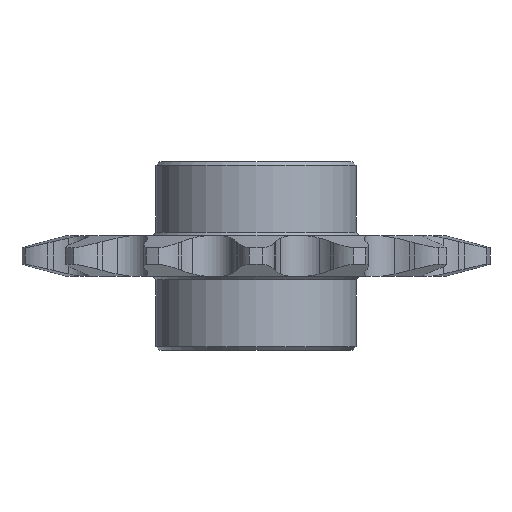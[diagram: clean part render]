
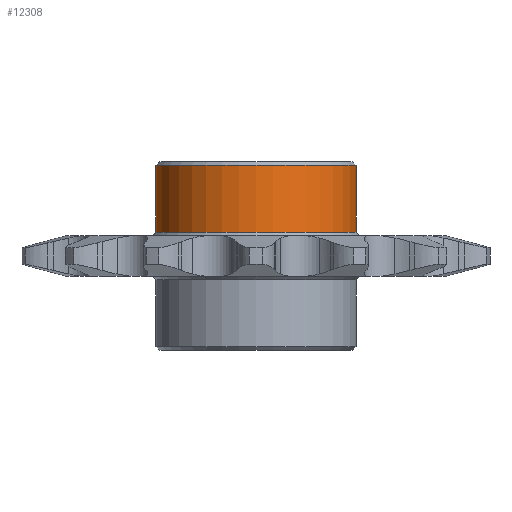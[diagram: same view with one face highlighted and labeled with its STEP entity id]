
A CAD part, front view. The second image highlights one B-rep face of the part: STEP entity #12308.
In plain terms, the highlighted cylindrical face has radius 6.668 mm (diameter 13.335 mm), a partial arc.
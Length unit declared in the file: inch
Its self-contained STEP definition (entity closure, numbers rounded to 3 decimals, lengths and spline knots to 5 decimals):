
#100 = CARTESIAN_POINT ( 'NONE',  ( 0., 0., 0.2375 ) ) ;
#1043 = EDGE_LOOP ( 'NONE', ( #5674, #3808, #14239, #1904 ) ) ;
#1478 = CARTESIAN_POINT ( 'NONE',  ( 0., 0., 0.0625 ) ) ;
#1904 = ORIENTED_EDGE ( 'NONE', *, *, #3610, .T. ) ;
#2139 = CARTESIAN_POINT ( 'NONE',  ( -0.2625, 0., 0.2375 ) ) ;
#2606 = FACE_OUTER_BOUND ( 'NONE', #1043, .T. ) ;
#3264 = LINE ( 'NONE', #6656, #5804 ) ;
#3610 = EDGE_CURVE ( 'NONE', #11210, #12861, #8606, .T. ) ;
#3708 = CYLINDRICAL_SURFACE ( 'NONE', #13284, 0.2625 ) ;
#3808 = ORIENTED_EDGE ( 'NONE', *, *, #7105, .T. ) ;
#4198 = LINE ( 'NONE', #14284, #13604 ) ;
#4217 = VERTEX_POINT ( 'NONE', #2139 ) ;
#4743 = CIRCLE ( 'NONE', #13036, 0.2625 ) ;
#4838 = CARTESIAN_POINT ( 'NONE',  ( 0., 0., 0.2475 ) ) ;
#4908 = DIRECTION ( 'NONE',  ( -1., 0., 0. ) ) ;
#5053 = DIRECTION ( 'NONE',  ( 1., 0., 0. ) ) ;
#5674 = ORIENTED_EDGE ( 'NONE', *, *, #10657, .F. ) ;
#5804 = VECTOR ( 'NONE', #6727, 39.37008 ) ;
#5939 = DIRECTION ( 'NONE',  ( 0., 0., 1. ) ) ;
#6323 = VERTEX_POINT ( 'NONE', #12437 ) ;
#6656 = CARTESIAN_POINT ( 'NONE',  ( 0.2625, 0., 0.2475 ) ) ;
#6727 = DIRECTION ( 'NONE',  ( 0., 0., -1. ) ) ;
#7105 = EDGE_CURVE ( 'NONE', #6323, #4217, #4743, .T. ) ;
#8606 = CIRCLE ( 'NONE', #11723, 0.2625 ) ;
#9684 = CARTESIAN_POINT ( 'NONE',  ( 0.2625, 0., 0.0625 ) ) ;
#10040 = EDGE_CURVE ( 'NONE', #4217, #11210, #4198, .T. ) ;
#10308 = CARTESIAN_POINT ( 'NONE',  ( -0.2625, 0., 0.0625 ) ) ;
#10657 = EDGE_CURVE ( 'NONE', #6323, #12861, #3264, .T. ) ;
#11210 = VERTEX_POINT ( 'NONE', #10308 ) ;
#11214 = DIRECTION ( 'NONE',  ( 0., 0., -1. ) ) ;
#11723 = AXIS2_PLACEMENT_3D ( 'NONE', #1478, #5939, #5053 ) ;
#12308 = ADVANCED_FACE ( 'NONE', ( #2606 ), #3708, .T. ) ;
#12405 = DIRECTION ( 'NONE',  ( 1., 0., 0. ) ) ;
#12437 = CARTESIAN_POINT ( 'NONE',  ( 0.2625, 0., 0.2375 ) ) ;
#12861 = VERTEX_POINT ( 'NONE', #9684 ) ;
#13036 = AXIS2_PLACEMENT_3D ( 'NONE', #100, #11214, #12405 ) ;
#13039 = DIRECTION ( 'NONE',  ( 0., 0., -1. ) ) ;
#13284 = AXIS2_PLACEMENT_3D ( 'NONE', #4838, #13883, #4908 ) ;
#13604 = VECTOR ( 'NONE', #13039, 39.37008 ) ;
#13883 = DIRECTION ( 'NONE',  ( 0., 0., -1. ) ) ;
#14239 = ORIENTED_EDGE ( 'NONE', *, *, #10040, .T. ) ;
#14284 = CARTESIAN_POINT ( 'NONE',  ( -0.2625, 0., 0.2475 ) ) ;
